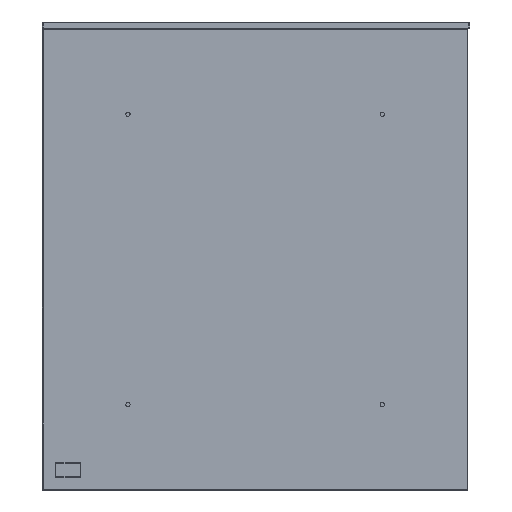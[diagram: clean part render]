
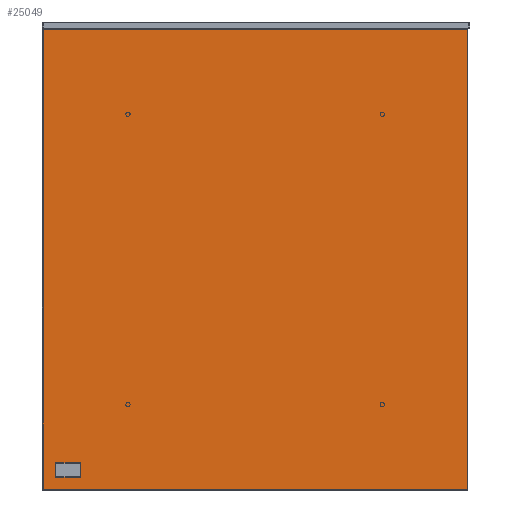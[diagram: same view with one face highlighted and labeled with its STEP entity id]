
A CAD part, left-side view. The second image highlights one B-rep face of the part: STEP entity #25049.
In plain terms, the highlighted planar face has unit normal (-1, 0, 0).
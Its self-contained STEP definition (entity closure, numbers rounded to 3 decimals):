
#24787=CARTESIAN_POINT('',(-4850.693,10231.25,-596.869));
#24788=VERTEX_POINT('',#24787);
#24789=CARTESIAN_POINT('',(-4850.693,10231.25,-59.131));
#24790=VERTEX_POINT('',#24789);
#24791=CARTESIAN_POINT('',(-4850.693,10231.25,-596.869));
#24792=DIRECTION('',(0.0,0.0,1.0));
#24793=VECTOR('',#24792,537.737);
#24794=LINE('',#24791,#24793);
#24795=EDGE_CURVE('',#24788,#24790,#24794,.T.);
#24818=CARTESIAN_POINT('',(-4850.693,10230.919,-58.8));
#24819=VERTEX_POINT('',#24818);
#24820=CARTESIAN_POINT('',(-4850.693,10231.25,-59.131));
#24821=DIRECTION('',(0.0,-0.707,0.707));
#24822=VECTOR('',#24821,0.469);
#24823=LINE('',#24820,#24822);
#24824=EDGE_CURVE('',#24790,#24819,#24823,.T.);
#24842=CARTESIAN_POINT('',(-4850.693,9735.181,-58.8));
#24843=VERTEX_POINT('',#24842);
#24844=CARTESIAN_POINT('',(-4850.693,10230.919,-58.8));
#24845=DIRECTION('',(0.0,-1.0,0.0));
#24846=VECTOR('',#24845,495.737);
#24847=LINE('',#24844,#24846);
#24848=EDGE_CURVE('',#24819,#24843,#24847,.T.);
#24875=CARTESIAN_POINT('',(-4850.693,9734.85,-59.131));
#24876=VERTEX_POINT('',#24875);
#24877=CARTESIAN_POINT('',(-4850.693,9735.181,-58.8));
#24878=DIRECTION('',(0.0,-0.707,-0.707));
#24879=VECTOR('',#24878,0.469);
#24880=LINE('',#24877,#24879);
#24881=EDGE_CURVE('',#24843,#24876,#24880,.T.);
#24906=CARTESIAN_POINT('',(-4850.693,9734.85,-596.869));
#24907=VERTEX_POINT('',#24906);
#24908=CARTESIAN_POINT('',(-4850.693,9734.85,-59.131));
#24909=DIRECTION('',(0.0,0.0,-1.0));
#24910=VECTOR('',#24909,537.737);
#24911=LINE('',#24908,#24910);
#24912=EDGE_CURVE('',#24876,#24907,#24911,.T.);
#24937=CARTESIAN_POINT('',(-4850.693,9735.181,-597.2));
#24938=VERTEX_POINT('',#24937);
#24939=CARTESIAN_POINT('',(-4850.693,9734.85,-596.869));
#24940=DIRECTION('',(0.0,0.707,-0.707));
#24941=VECTOR('',#24940,0.469);
#24942=LINE('',#24939,#24941);
#24943=EDGE_CURVE('',#24907,#24938,#24942,.T.);
#24966=CARTESIAN_POINT('',(-4850.693,10230.919,-597.2));
#24967=VERTEX_POINT('',#24966);
#24968=CARTESIAN_POINT('',(-4850.693,9735.181,-597.2));
#24969=DIRECTION('',(0.0,1.0,0.0));
#24970=VECTOR('',#24969,495.737);
#24971=LINE('',#24968,#24970);
#24972=EDGE_CURVE('',#24938,#24967,#24971,.T.);
#24990=CARTESIAN_POINT('',(-4850.693,10230.919,-597.2));
#24991=DIRECTION('',(0.0,0.707,0.707));
#24992=VECTOR('',#24991,0.469);
#24993=LINE('',#24990,#24992);
#24994=EDGE_CURVE('',#24967,#24788,#24993,.T.);
#25034=CARTESIAN_POINT('',(-4850.693,9983.05,-597.201));
#25035=DIRECTION('',(-1.0,0.0,0.0));
#25036=DIRECTION('',(0.0,0.0,1.0));
#25037=AXIS2_PLACEMENT_3D('',#25034,#25035,#25036);
#25038=PLANE('',#25037);
#25039=ORIENTED_EDGE('',*,*,#24795,.F.);
#25040=ORIENTED_EDGE('',*,*,#24994,.F.);
#25041=ORIENTED_EDGE('',*,*,#24972,.F.);
#25042=ORIENTED_EDGE('',*,*,#24943,.F.);
#25043=ORIENTED_EDGE('',*,*,#24912,.F.);
#25044=ORIENTED_EDGE('',*,*,#24881,.F.);
#25045=ORIENTED_EDGE('',*,*,#24848,.F.);
#25046=ORIENTED_EDGE('',*,*,#24824,.F.);
#25047=EDGE_LOOP('',(#25039,#25040,#25041,#25042,#25043,#25044,#25045,#25046));
#25048=FACE_OUTER_BOUND('',#25047,.T.);
#25049=ADVANCED_FACE('',(#25048),#25038,.T.);
